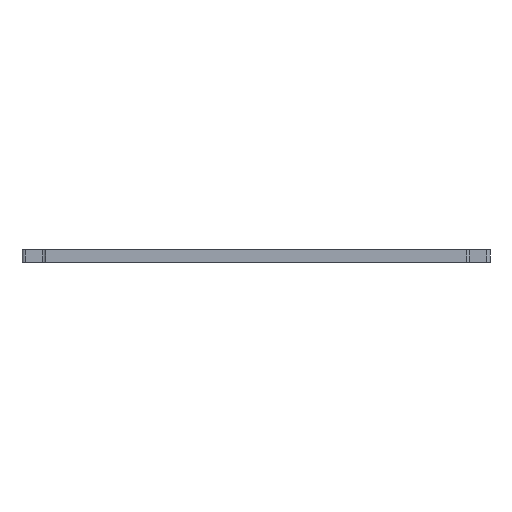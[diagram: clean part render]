
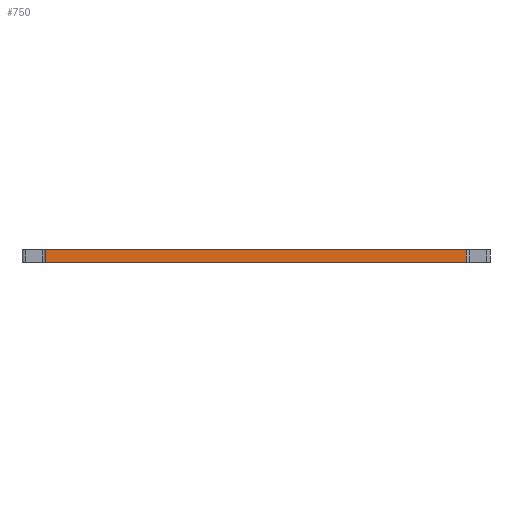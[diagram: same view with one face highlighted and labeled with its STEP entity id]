
A CAD part, front view. The second image highlights one B-rep face of the part: STEP entity #750.
In plain terms, the highlighted planar face has unit normal (0, -1, 0).
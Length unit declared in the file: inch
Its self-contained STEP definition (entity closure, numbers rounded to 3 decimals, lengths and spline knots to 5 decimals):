
#38 = DIRECTION ( 'NONE',  ( 0., 1., 0. ) ) ;
#42 = VECTOR ( 'NONE', #824, 39.37008 ) ;
#45 = EDGE_CURVE ( 'NONE', #584, #486, #513, .T. ) ;
#129 = CARTESIAN_POINT ( 'NONE',  ( -8.5, -8., 0.25 ) ) ;
#181 = DIRECTION ( 'NONE',  ( 0., 0., 1. ) ) ;
#222 = VECTOR ( 'NONE', #711, 39.37008 ) ;
#280 = ORIENTED_EDGE ( 'NONE', *, *, #45, .T. ) ;
#303 = DIRECTION ( 'NONE',  ( 0., 0., -1. ) ) ;
#309 = DIRECTION ( 'NONE',  ( 1., 0., 0. ) ) ;
#361 = LINE ( 'NONE', #577, #724 ) ;
#382 = FACE_OUTER_BOUND ( 'NONE', #828, .T. ) ;
#432 = AXIS2_PLACEMENT_3D ( 'NONE', #855, #38, #181 ) ;
#443 = CARTESIAN_POINT ( 'NONE',  ( -8.5, -8., -0.25 ) ) ;
#486 = VERTEX_POINT ( 'NONE', #677 ) ;
#513 = LINE ( 'NONE', #443, #222 ) ;
#537 = VERTEX_POINT ( 'NONE', #710 ) ;
#541 = CARTESIAN_POINT ( 'NONE',  ( 8.5, -8., 0.25 ) ) ;
#545 = ORIENTED_EDGE ( 'NONE', *, *, #772, .F. ) ;
#560 = VERTEX_POINT ( 'NONE', #697 ) ;
#564 = CARTESIAN_POINT ( 'NONE',  ( -8.5, -8., -0.25 ) ) ;
#577 = CARTESIAN_POINT ( 'NONE',  ( -8.5, -8., 0.25 ) ) ;
#584 = VERTEX_POINT ( 'NONE', #564 ) ;
#604 = EDGE_CURVE ( 'NONE', #560, #584, #361, .T. ) ;
#628 = VECTOR ( 'NONE', #309, 39.37008 ) ;
#651 = ORIENTED_EDGE ( 'NONE', *, *, #856, .F. ) ;
#652 = PLANE ( 'NONE',  #432 ) ;
#677 = CARTESIAN_POINT ( 'NONE',  ( 8.5, -8., -0.25 ) ) ;
#689 = ORIENTED_EDGE ( 'NONE', *, *, #604, .T. ) ;
#697 = CARTESIAN_POINT ( 'NONE',  ( -8.5, -8., 0.25 ) ) ;
#710 = CARTESIAN_POINT ( 'NONE',  ( 8.5, -8., 0.25 ) ) ;
#711 = DIRECTION ( 'NONE',  ( 1., 0., 0. ) ) ;
#724 = VECTOR ( 'NONE', #303, 39.37008 ) ;
#736 = LINE ( 'NONE', #129, #628 ) ;
#750 = ADVANCED_FACE ( 'NONE', ( #382 ), #652, .F. ) ;
#772 = EDGE_CURVE ( 'NONE', #560, #537, #736, .T. ) ;
#824 = DIRECTION ( 'NONE',  ( 0., 0., -1. ) ) ;
#828 = EDGE_LOOP ( 'NONE', ( #280, #651, #545, #689 ) ) ;
#855 = CARTESIAN_POINT ( 'NONE',  ( -8.5, -8., 0.25 ) ) ;
#856 = EDGE_CURVE ( 'NONE', #537, #486, #876, .T. ) ;
#876 = LINE ( 'NONE', #541, #42 ) ;
